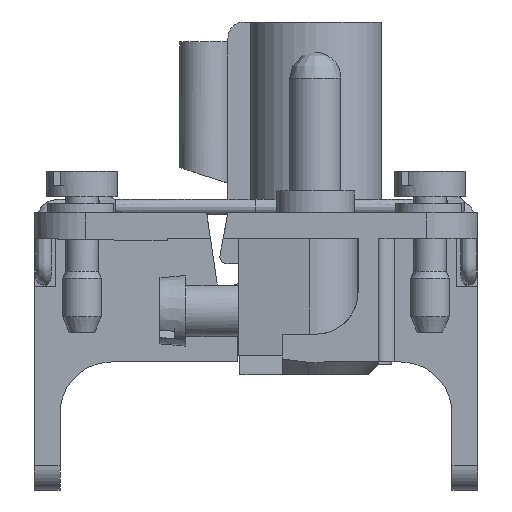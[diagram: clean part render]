
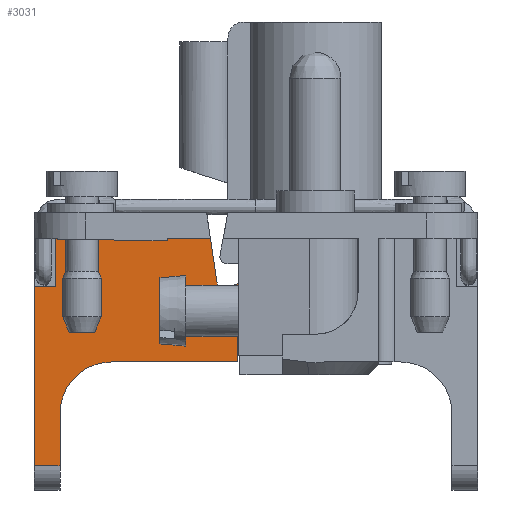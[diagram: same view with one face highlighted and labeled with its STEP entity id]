
A CAD part, left-side view. The second image highlights one B-rep face of the part: STEP entity #3031.
In plain terms, the highlighted planar face has unit normal (-1, 0, 0).
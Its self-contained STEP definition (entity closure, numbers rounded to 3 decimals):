
#2457=FACE_OUTER_BOUND('',#4507,.T.);
#3031=ADVANCED_FACE('',(#2457),#3495,.T.);
#3495=PLANE('',#13968);
#4507=EDGE_LOOP('',(#9002,#9003,#9004,#9005,#9006,#9007,#9008,#9009,#9010,
#9011,#9012,#9013,#9014,#9015,#9016,#9017,#9018,#9019,#9020,#9021,#9022,
#9023));
#5312=LINE('',#21309,#6312);
#5423=LINE('',#21637,#6423);
#5449=LINE('',#21730,#6449);
#5453=LINE('',#21742,#6453);
#5464=LINE('',#21761,#6464);
#5465=LINE('',#21763,#6465);
#5466=LINE('',#21764,#6466);
#5467=LINE('',#21766,#6467);
#5468=LINE('',#21770,#6468);
#5469=LINE('',#21772,#6469);
#5470=LINE('',#21776,#6470);
#5471=LINE('',#21780,#6471);
#5472=LINE('',#21782,#6472);
#5473=LINE('',#21786,#6473);
#5474=LINE('',#21788,#6474);
#5475=LINE('',#21790,#6475);
#5476=LINE('',#21793,#6476);
#6312=VECTOR('',#16025,1.);
#6423=VECTOR('',#16192,1.);
#6449=VECTOR('',#16240,1.);
#6453=VECTOR('',#16250,1.);
#6464=VECTOR('',#16269,1.);
#6465=VECTOR('',#16270,1.);
#6466=VECTOR('',#16271,1.);
#6467=VECTOR('',#16272,1.);
#6468=VECTOR('',#16275,1.);
#6469=VECTOR('',#16276,1.);
#6470=VECTOR('',#16279,1.);
#6471=VECTOR('',#16282,1.);
#6472=VECTOR('',#16283,1.);
#6473=VECTOR('',#16286,1.);
#6474=VECTOR('',#16287,1.);
#6475=VECTOR('',#16288,1.);
#6476=VECTOR('',#16291,1.);
#9002=ORIENTED_EDGE('',*,*,#12224,.F.);
#9003=ORIENTED_EDGE('',*,*,#12218,.T.);
#9004=ORIENTED_EDGE('',*,*,#12235,.T.);
#9005=ORIENTED_EDGE('',*,*,#12236,.F.);
#9006=ORIENTED_EDGE('',*,*,#12053,.F.);
#9007=ORIENTED_EDGE('',*,*,#12237,.T.);
#9008=ORIENTED_EDGE('',*,*,#12238,.T.);
#9009=ORIENTED_EDGE('',*,*,#12239,.T.);
#9010=ORIENTED_EDGE('',*,*,#12240,.T.);
#9011=ORIENTED_EDGE('',*,*,#12241,.T.);
#9012=ORIENTED_EDGE('',*,*,#12242,.T.);
#9013=ORIENTED_EDGE('',*,*,#12243,.T.);
#9014=ORIENTED_EDGE('',*,*,#12244,.T.);
#9015=ORIENTED_EDGE('',*,*,#12245,.T.);
#9016=ORIENTED_EDGE('',*,*,#12246,.F.);
#9017=ORIENTED_EDGE('',*,*,#12247,.F.);
#9018=ORIENTED_EDGE('',*,*,#12248,.F.);
#9019=ORIENTED_EDGE('',*,*,#12249,.F.);
#9020=ORIENTED_EDGE('',*,*,#12250,.T.);
#9021=ORIENTED_EDGE('',*,*,#12251,.T.);
#9022=ORIENTED_EDGE('',*,*,#12182,.T.);
#9023=ORIENTED_EDGE('',*,*,#12252,.T.);
#10624=VERTEX_POINT('',#21308);
#10625=VERTEX_POINT('',#21310);
#10752=VERTEX_POINT('',#21636);
#10753=VERTEX_POINT('',#21638);
#10784=VERTEX_POINT('',#21729);
#10785=VERTEX_POINT('',#21731);
#10790=VERTEX_POINT('',#21743);
#10794=VERTEX_POINT('',#21762);
#10795=VERTEX_POINT('',#21765);
#10796=VERTEX_POINT('',#21767);
#10797=VERTEX_POINT('',#21769);
#10798=VERTEX_POINT('',#21771);
#10799=VERTEX_POINT('',#21773);
#10800=VERTEX_POINT('',#21775);
#10801=VERTEX_POINT('',#21777);
#10802=VERTEX_POINT('',#21779);
#10803=VERTEX_POINT('',#21781);
#10804=VERTEX_POINT('',#21783);
#10805=VERTEX_POINT('',#21785);
#10806=VERTEX_POINT('',#21787);
#10807=VERTEX_POINT('',#21789);
#10808=VERTEX_POINT('',#21791);
#12053=EDGE_CURVE('',#10624,#10625,#5312,.T.);
#12182=EDGE_CURVE('',#10753,#10752,#5423,.T.);
#12218=EDGE_CURVE('',#10785,#10784,#5449,.T.);
#12224=EDGE_CURVE('',#10785,#10790,#5453,.T.);
#12235=EDGE_CURVE('',#10784,#10794,#5464,.T.);
#12236=EDGE_CURVE('',#10625,#10794,#5465,.T.);
#12237=EDGE_CURVE('',#10624,#10795,#5466,.T.);
#12238=EDGE_CURVE('',#10795,#10796,#5467,.T.);
#12239=EDGE_CURVE('',#10796,#10797,#12906,.T.);
#12240=EDGE_CURVE('',#10797,#10798,#5468,.T.);
#12241=EDGE_CURVE('',#10798,#10799,#5469,.T.);
#12242=EDGE_CURVE('',#10799,#10800,#12907,.T.);
#12243=EDGE_CURVE('',#10800,#10801,#5470,.T.);
#12244=EDGE_CURVE('',#10801,#10802,#12908,.T.);
#12245=EDGE_CURVE('',#10802,#10803,#5471,.T.);
#12246=EDGE_CURVE('',#10804,#10803,#5472,.T.);
#12247=EDGE_CURVE('',#10805,#10804,#12909,.T.);
#12248=EDGE_CURVE('',#10806,#10805,#5473,.T.);
#12249=EDGE_CURVE('',#10807,#10806,#5474,.T.);
#12250=EDGE_CURVE('',#10807,#10808,#5475,.T.);
#12251=EDGE_CURVE('',#10808,#10753,#12910,.T.);
#12252=EDGE_CURVE('',#10752,#10790,#5476,.T.);
#12906=CIRCLE('',#13963,4.);
#12907=CIRCLE('',#13964,0.95);
#12908=CIRCLE('',#13965,1.05);
#12909=CIRCLE('',#13966,1.44);
#12910=CIRCLE('',#13967,0.55);
#13963=AXIS2_PLACEMENT_3D('',#21768,#16273,#16274);
#13964=AXIS2_PLACEMENT_3D('',#21774,#16277,#16278);
#13965=AXIS2_PLACEMENT_3D('',#21778,#16280,#16281);
#13966=AXIS2_PLACEMENT_3D('',#21784,#16284,#16285);
#13967=AXIS2_PLACEMENT_3D('',#21792,#16289,#16290);
#13968=AXIS2_PLACEMENT_3D('',#21794,#16292,#16293);
#16025=DIRECTION('',(0.,0.,1.));
#16192=DIRECTION('',(0.,0.148,0.989));
#16240=DIRECTION('',(0.,1.,0.017));
#16250=DIRECTION('',(0.,0.,1.));
#16269=DIRECTION('',(0.,0.,-1.));
#16270=DIRECTION('',(0.,-1.,0.));
#16271=DIRECTION('',(0.,-1.,0.));
#16272=DIRECTION('',(0.,0.,1.));
#16273=DIRECTION('',(1.,0.,0.));
#16274=DIRECTION('',(0.,-1.,0.));
#16275=DIRECTION('',(0.,-1.,0.));
#16276=DIRECTION('',(0.,0.,1.));
#16277=DIRECTION('',(1.,0.,0.));
#16278=DIRECTION('',(0.,-1.,0.));
#16279=DIRECTION('',(0.,-1.,0.));
#16280=DIRECTION('',(-1.,0.,0.));
#16281=DIRECTION('',(0.,0.,1.));
#16282=DIRECTION('',(0.,0.,1.));
#16283=DIRECTION('',(0.,0.545,-0.839));
#16284=DIRECTION('',(1.,0.,0.));
#16285=DIRECTION('',(0.,0.,1.));
#16286=DIRECTION('',(0.,0.,1.));
#16287=DIRECTION('',(0.,-0.515,0.857));
#16288=DIRECTION('',(0.,0.951,-0.309));
#16289=DIRECTION('',(1.,0.,0.));
#16290=DIRECTION('',(0.,-1.,0.));
#16291=DIRECTION('',(0.,1.,0.));
#16292=DIRECTION('',(-1.,0.,0.));
#16293=DIRECTION('',(0.,0.,1.));
#21308=CARTESIAN_POINT('',(-46.6,17.2,-17.62));
#21309=CARTESIAN_POINT('',(-46.6,17.2,-19.5));
#21310=CARTESIAN_POINT('',(-46.6,17.2,-3.7));
#21636=CARTESIAN_POINT('',(-46.6,3.537,0.));
#21637=CARTESIAN_POINT('',(-46.6,3.037,-3.344));
#21638=CARTESIAN_POINT('',(-46.6,3.037,-3.344));
#21729=CARTESIAN_POINT('',(-46.6,15.55,-0.029));
#21730=CARTESIAN_POINT('',(-46.6,17.2,0.));
#21731=CARTESIAN_POINT('',(-46.6,6.9,-0.18));
#21742=CARTESIAN_POINT('',(-46.6,6.9,-19.5));
#21743=CARTESIAN_POINT('',(-46.6,6.9,0.));
#21761=CARTESIAN_POINT('',(-46.6,15.55,-19.5));
#21762=CARTESIAN_POINT('',(-46.6,15.55,-3.7));
#21763=CARTESIAN_POINT('',(-46.6,15.2,-3.7));
#21764=CARTESIAN_POINT('',(-46.6,15.2,-17.62));
#21765=CARTESIAN_POINT('',(-46.6,15.2,-17.62));
#21766=CARTESIAN_POINT('',(-46.6,15.2,-19.5));
#21767=CARTESIAN_POINT('',(-46.6,15.2,-13.57));
#21768=CARTESIAN_POINT('',(-46.6,11.2,-13.57));
#21769=CARTESIAN_POINT('',(-46.6,11.2,-9.57));
#21770=CARTESIAN_POINT('',(-46.6,11.2,-9.57));
#21771=CARTESIAN_POINT('',(-46.6,1.4,-9.57));
#21772=CARTESIAN_POINT('',(-46.6,1.4,-9.57));
#21773=CARTESIAN_POINT('',(-46.6,1.4,-6.95));
#21774=CARTESIAN_POINT('',(-46.6,0.45,-6.95));
#21775=CARTESIAN_POINT('',(-46.6,0.45,-6.));
#21776=CARTESIAN_POINT('',(-46.6,0.45,-6.));
#21777=CARTESIAN_POINT('',(-46.6,-1.78,-6.));
#21778=CARTESIAN_POINT('',(-46.6,-1.78,-4.95));
#21779=CARTESIAN_POINT('',(-46.6,-2.83,-4.95));
#21780=CARTESIAN_POINT('',(-46.6,-2.83,-6.21));
#21781=CARTESIAN_POINT('',(-46.6,-2.83,-3.59));
#21782=CARTESIAN_POINT('',(-46.6,9.786,-23.016));
#21783=CARTESIAN_POINT('',(-46.6,-3.227,-2.979));
#21784=CARTESIAN_POINT('',(-46.6,-3.05,-1.55));
#21785=CARTESIAN_POINT('',(-46.6,-1.81,-0.818));
#21786=CARTESIAN_POINT('',(-46.6,-1.81,-19.5));
#21787=CARTESIAN_POINT('',(-46.6,-1.81,-1.828));
#21788=CARTESIAN_POINT('',(-46.6,10.504,-22.322));
#21789=CARTESIAN_POINT('',(-46.6,-1.351,-2.592));
#21790=CARTESIAN_POINT('',(-46.6,-1.351,-2.592));
#21791=CARTESIAN_POINT('',(-46.6,2.323,-3.786));
#21792=CARTESIAN_POINT('',(-46.6,2.493,-3.263));
#21793=CARTESIAN_POINT('',(-46.6,6.9,0.));
#21794=CARTESIAN_POINT('',(-46.6,15.2,-19.5));
